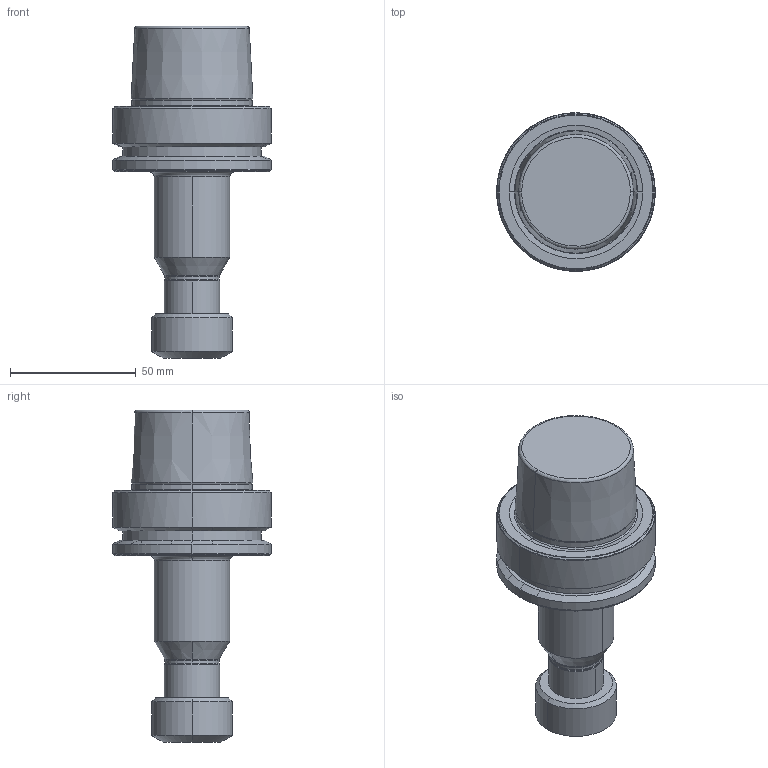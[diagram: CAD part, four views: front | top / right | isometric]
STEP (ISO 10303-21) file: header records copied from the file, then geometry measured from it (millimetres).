
FILE_DESCRIPTION (( 'STEP AP203' ), '1' );
FILE_NAME ('HSK-A 63 ER 16 100 6.3G 20000 SL.STEP', '2019-05-10T05:50:38', ( '' ), ( '' ), 'SwSTEP 2.0', 'SolidWorks 2014', '' );
FILE_SCHEMA (( 'CONFIG_CONTROL_DESIGN' ));
Length unit declared in the file: millimetre
Products named in the file (1): HSK-A  63 ER 16 100 6.3G 20000 SL
Bounding box: 63 x 63 x 131.9 mm (x, y, z)
Volume: 179687.1 mm3; surface area: 23495.3 mm2
Topology: 1 solids, 1 shells, 98 faces, 244 edges, 153 vertices
Faces by surface type: cone 40, bspline 34, cylinder 16, plane 7, torus 1
Entity records: 4155 total; most frequent: CARTESIAN_POINT 1949, ORIENTED_EDGE 488, DIRECTION 425, EDGE_CURVE 244, AXIS2_PLACEMENT_3D 193, VERTEX_POINT 153, CIRCLE 128, EDGE_LOOP 103
